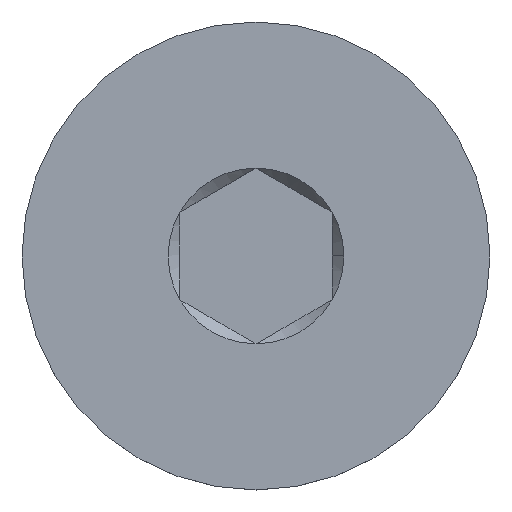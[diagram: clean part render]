
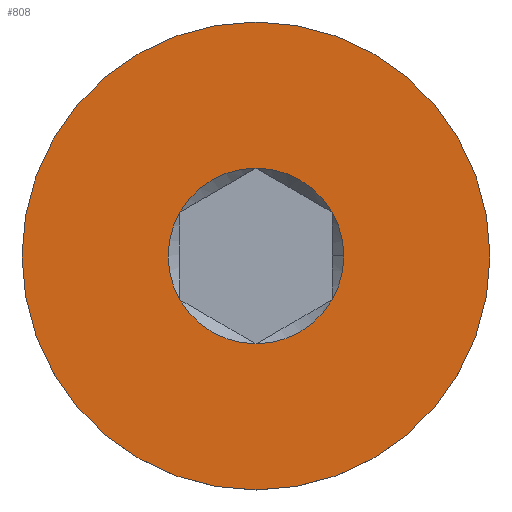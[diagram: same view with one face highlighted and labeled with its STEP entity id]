
A CAD part, top view. The second image highlights one B-rep face of the part: STEP entity #808.
In plain terms, the highlighted planar face has unit normal (0, 0, 1).
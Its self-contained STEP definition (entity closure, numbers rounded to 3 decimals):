
#55 = EDGE_LOOP ( 'NONE', ( #943, #1521 ) ) ;
#71 = EDGE_LOOP ( 'NONE', ( #2348, #947, #2246, #2382, #933, #2397, #2392 ) ) ;
#106 = AXIS2_PLACEMENT_3D ( 'NONE', #2447, #2448, #2449 ) ;
#107 = AXIS2_PLACEMENT_3D ( 'NONE', #2444, #2445, #2446 ) ;
#125 = AXIS2_PLACEMENT_3D ( 'NONE', #2450, #2451, #2452 ) ;
#126 = AXIS2_PLACEMENT_3D ( 'NONE', #2453, #2454, #2455 ) ;
#127 = AXIS2_PLACEMENT_3D ( 'NONE', #2456, #2457, #2458 ) ;
#128 = AXIS2_PLACEMENT_3D ( 'NONE', #2460, #2461, #2462 ) ;
#129 = AXIS2_PLACEMENT_3D ( 'NONE', #2464, #2465, #2466 ) ;
#132 = AXIS2_PLACEMENT_3D ( 'NONE', #3059, #3060, #3061 ) ;
#137 = AXIS2_PLACEMENT_3D ( 'NONE', #3132, #3133, #3134 ) ;
#163 = CARTESIAN_POINT ( 'NONE',  ( 0.65, 0.375, 0. ) ) ;
#173 = CARTESIAN_POINT ( 'NONE',  ( 0., 2., 0. ) ) ;
#193 = CARTESIAN_POINT ( 'NONE',  ( 0.65, -0.375, 0. ) ) ;
#706 = CIRCLE ( 'NONE', #132, 0.751 ) ;
#726 = CIRCLE ( 'NONE', #137, 2. ) ;
#808 = ADVANCED_FACE ( 'NONE', ( #1082, #1090 ), #1671, .T. ) ;
#866 = CARTESIAN_POINT ( 'NONE',  ( 0., -2., 0. ) ) ;
#873 = CARTESIAN_POINT ( 'NONE',  ( -0.65, -0.375, 0. ) ) ;
#894 = CIRCLE ( 'NONE', #125, 0.751 ) ;
#897 = CIRCLE ( 'NONE', #107, 0.751 ) ;
#898 = CIRCLE ( 'NONE', #126, 0.751 ) ;
#899 = CIRCLE ( 'NONE', #128, 0.751 ) ;
#900 = CIRCLE ( 'NONE', #106, 0.751 ) ;
#901 = CIRCLE ( 'NONE', #127, 0.751 ) ;
#912 = CIRCLE ( 'NONE', #129, 2. ) ;
#933 = ORIENTED_EDGE ( 'NONE', *, *, #3204, .F. ) ;
#943 = ORIENTED_EDGE ( 'NONE', *, *, #3337, .T. ) ;
#947 = ORIENTED_EDGE ( 'NONE', *, *, #3207, .F. ) ;
#963 = VERTEX_POINT ( 'NONE', #873 ) ;
#969 = VERTEX_POINT ( 'NONE', #866 ) ;
#992 = VERTEX_POINT ( 'NONE', #3475 ) ;
#1082 = FACE_BOUND ( 'NONE', #71, .T. ) ;
#1090 = FACE_OUTER_BOUND ( 'NONE', #55, .T. ) ;
#1171 = VERTEX_POINT ( 'NONE', #3482 ) ;
#1249 = VERTEX_POINT ( 'NONE', #193 ) ;
#1253 = VERTEX_POINT ( 'NONE', #163 ) ;
#1261 = VERTEX_POINT ( 'NONE', #173 ) ;
#1366 = VERTEX_POINT ( 'NONE', #3398 ) ;
#1459 = VERTEX_POINT ( 'NONE', #2407 ) ;
#1521 = ORIENTED_EDGE ( 'NONE', *, *, #3210, .T. ) ;
#1664 = DIRECTION ( 'NONE',  ( 0., -1., 0. ) ) ;
#1666 = DIRECTION ( 'NONE',  ( 0., 0., 1. ) ) ;
#1671 = PLANE ( 'NONE',  #3373 ) ;
#1674 = CARTESIAN_POINT ( 'NONE',  ( 0., -1., 0. ) ) ;
#2246 = ORIENTED_EDGE ( 'NONE', *, *, #3206, .F. ) ;
#2348 = ORIENTED_EDGE ( 'NONE', *, *, #3208, .F. ) ;
#2382 = ORIENTED_EDGE ( 'NONE', *, *, #3205, .F. ) ;
#2392 = ORIENTED_EDGE ( 'NONE', *, *, #3203, .F. ) ;
#2397 = ORIENTED_EDGE ( 'NONE', *, *, #3320, .F. ) ;
#2407 = CARTESIAN_POINT ( 'NONE',  ( 0., -0.751, 0. ) ) ;
#2444 = CARTESIAN_POINT ( 'NONE',  ( 0., 0., 0. ) ) ;
#2445 = DIRECTION ( 'NONE',  ( 0., 0., 1. ) ) ;
#2446 = DIRECTION ( 'NONE',  ( 1., 0., 0. ) ) ;
#2447 = CARTESIAN_POINT ( 'NONE',  ( 0., 0., 0. ) ) ;
#2448 = DIRECTION ( 'NONE',  ( 0., 0., 1. ) ) ;
#2449 = DIRECTION ( 'NONE',  ( 1., 0., 0. ) ) ;
#2450 = CARTESIAN_POINT ( 'NONE',  ( 0., 0., 0. ) ) ;
#2451 = DIRECTION ( 'NONE',  ( 0., 0., 1. ) ) ;
#2452 = DIRECTION ( 'NONE',  ( 1., 0., 0. ) ) ;
#2453 = CARTESIAN_POINT ( 'NONE',  ( 0., 0., 0. ) ) ;
#2454 = DIRECTION ( 'NONE',  ( 0., 0., 1. ) ) ;
#2455 = DIRECTION ( 'NONE',  ( 1., 0., 0. ) ) ;
#2456 = CARTESIAN_POINT ( 'NONE',  ( 0., 0., 0. ) ) ;
#2457 = DIRECTION ( 'NONE',  ( 0., 0., 1. ) ) ;
#2458 = DIRECTION ( 'NONE',  ( 1., 0., 0. ) ) ;
#2460 = CARTESIAN_POINT ( 'NONE',  ( 0., 0., 0. ) ) ;
#2461 = DIRECTION ( 'NONE',  ( 0., 0., 1. ) ) ;
#2462 = DIRECTION ( 'NONE',  ( 1., 0., 0. ) ) ;
#2464 = CARTESIAN_POINT ( 'NONE',  ( 0., 0., 0. ) ) ;
#2465 = DIRECTION ( 'NONE',  ( 0., 0., 1. ) ) ;
#2466 = DIRECTION ( 'NONE',  ( 0., -1., 0. ) ) ;
#3059 = CARTESIAN_POINT ( 'NONE',  ( 0., 0., 0. ) ) ;
#3060 = DIRECTION ( 'NONE',  ( 0., 0., 1. ) ) ;
#3061 = DIRECTION ( 'NONE',  ( 1., 0., 0. ) ) ;
#3132 = CARTESIAN_POINT ( 'NONE',  ( 0., 0., 0. ) ) ;
#3133 = DIRECTION ( 'NONE',  ( 0., 0., 1. ) ) ;
#3134 = DIRECTION ( 'NONE',  ( 0., -1., 0. ) ) ;
#3203 = EDGE_CURVE ( 'NONE', #1249, #1171, #897, .T. ) ;
#3204 = EDGE_CURVE ( 'NONE', #1253, #1366, #900, .T. ) ;
#3205 = EDGE_CURVE ( 'NONE', #1366, #992, #894, .T. ) ;
#3206 = EDGE_CURVE ( 'NONE', #992, #963, #898, .T. ) ;
#3207 = EDGE_CURVE ( 'NONE', #963, #1459, #901, .T. ) ;
#3208 = EDGE_CURVE ( 'NONE', #1459, #1249, #899, .T. ) ;
#3210 = EDGE_CURVE ( 'NONE', #1261, #969, #912, .T. ) ;
#3320 = EDGE_CURVE ( 'NONE', #1171, #1253, #706, .T. ) ;
#3337 = EDGE_CURVE ( 'NONE', #969, #1261, #726, .T. ) ;
#3373 = AXIS2_PLACEMENT_3D ( 'NONE', #1674, #1666, #1664 ) ;
#3398 = CARTESIAN_POINT ( 'NONE',  ( 0., 0.751, 0. ) ) ;
#3475 = CARTESIAN_POINT ( 'NONE',  ( -0.65, 0.375, 0. ) ) ;
#3482 = CARTESIAN_POINT ( 'NONE',  ( 0.751, 0., 0. ) ) ;
